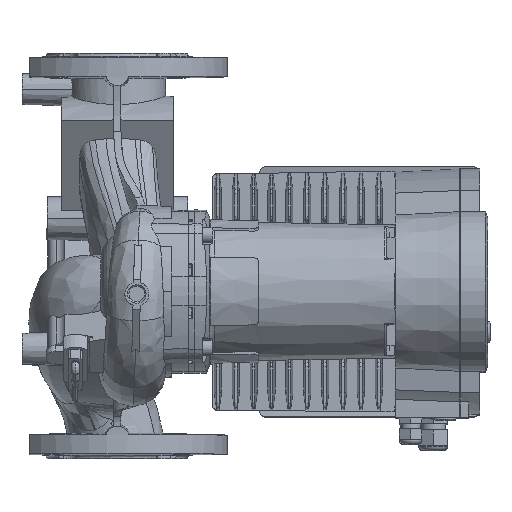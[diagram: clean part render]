
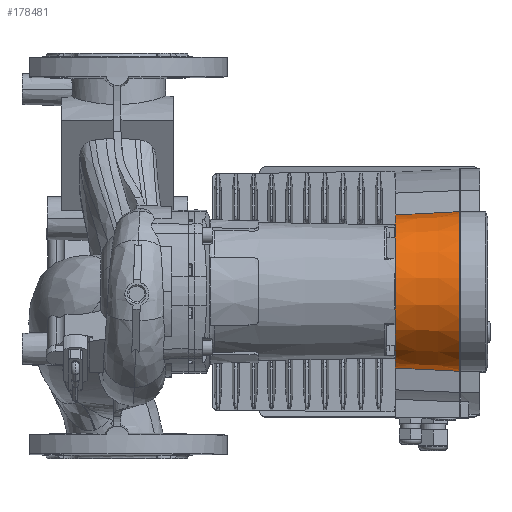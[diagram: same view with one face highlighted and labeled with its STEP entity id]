
A CAD part, top view. The second image highlights one B-rep face of the part: STEP entity #178481.
In plain terms, the highlighted conical face has half-angle 3 degrees and reference radius 67 mm.
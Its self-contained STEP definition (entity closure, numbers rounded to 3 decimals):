
#14635 = CARTESIAN_POINT ( 'NONE',  ( 264.5, -66.966, 2.126 ) ) ;
#14637 = CARTESIAN_POINT ( 'NONE',  ( 216.298, -64.474, 0. ) ) ;
#14639 = CARTESIAN_POINT ( 'NONE',  ( 216.298, 64.474, 0. ) ) ;
#14643 = CARTESIAN_POINT ( 'NONE',  ( 264.5, 66.966, 2.126 ) ) ;
#14647 = CARTESIAN_POINT ( 'NONE',  ( 210.5, 64.17, 0. ) ) ;
#14667 = CARTESIAN_POINT ( 'NONE',  ( 210.5, -64.17, 0. ) ) ;
#19207 = CARTESIAN_POINT ( 'NONE',  ( 216.298, 64.474, 0. ) ) ;
#19208 = CARTESIAN_POINT ( 'NONE',  ( 232.365, 65.316, 0.707 ) ) ;
#19212 = CARTESIAN_POINT ( 'NONE',  ( 248.432, 66.146, 1.415 ) ) ;
#19213 = CARTESIAN_POINT ( 'NONE',  ( 264.5, 66.966, 2.126 ) ) ;
#19271 = CARTESIAN_POINT ( 'NONE',  ( 232.365, -65.316, 0.707 ) ) ;
#19273 = CARTESIAN_POINT ( 'NONE',  ( 248.432, -66.146, 1.415 ) ) ;
#19296 = CARTESIAN_POINT ( 'NONE',  ( 216.298, -64.474, 0. ) ) ;
#19297 = CARTESIAN_POINT ( 'NONE',  ( 264.5, -66.966, 2.126 ) ) ;
#21905 = AXIS2_PLACEMENT_3D ( 'NONE', #139051, #139053, #139077 ) ;
#21915 = CONICAL_SURFACE ( 'NONE', #21905, 67., 0.052 ) ;
#24190 = CARTESIAN_POINT ( 'NONE',  ( 264.5, -67., 0. ) ) ;
#24214 = LINE ( 'NONE', #24190, #120135 ) ;
#24237 = DIRECTION ( 'NONE',  ( 0.999, -0.052, 0. ) ) ;
#25196 = LINE ( 'NONE', #25232, #119620 ) ;
#25232 = CARTESIAN_POINT ( 'NONE',  ( 264.5, 67., 0. ) ) ;
#25239 = DIRECTION ( 'NONE',  ( 0.999, 0.052, 0. ) ) ;
#25891 = CARTESIAN_POINT ( 'NONE',  ( 210.5, 0., 0. ) ) ;
#25894 = DIRECTION ( 'NONE',  ( 1., 0., 0. ) ) ;
#25895 = DIRECTION ( 'NONE',  ( 0., -1., 0. ) ) ;
#25999 = CARTESIAN_POINT ( 'NONE',  ( 264.5, 0., 0. ) ) ;
#26002 = DIRECTION ( 'NONE',  ( 1., 0., 0. ) ) ;
#26004 = DIRECTION ( 'NONE',  ( 0., -1., 0. ) ) ;
#30173 = B_SPLINE_CURVE_WITH_KNOTS ( 'NONE', 3,
 ( #19207, #19208, #19212, #19213 ),
 .UNSPECIFIED., .F., .F.,
 ( 4, 4 ),
 ( 0.006, 0.054 ),
 .UNSPECIFIED. ) ;
#30182 = B_SPLINE_CURVE_WITH_KNOTS ( 'NONE', 3,
 ( #19296, #19271, #19273, #19297 ),
 .UNSPECIFIED., .F., .F.,
 ( 4, 4 ),
 ( 0.006, 0.054 ),
 .UNSPECIFIED. ) ;
#39540 = EDGE_CURVE ( 'NONE', #107847, #107828, #24214, .T. ) ;
#39738 = EDGE_CURVE ( 'NONE', #107835, #107830, #25196, .T. ) ;
#39859 = EDGE_CURVE ( 'NONE', #107835, #107847, #120272, .T. ) ;
#39912 = EDGE_CURVE ( 'NONE', #107832, #107827, #119677, .T. ) ;
#39957 = EDGE_CURVE ( 'NONE', #107830, #107832, #30173, .T. ) ;
#40036 = EDGE_CURVE ( 'NONE', #107828, #107827, #30182, .T. ) ;
#42318 = EDGE_LOOP ( 'NONE', ( #153291, #153288, #153284, #153281, #153279, #153275 ) ) ;
#107827 = VERTEX_POINT ( 'NONE', #14635 ) ;
#107828 = VERTEX_POINT ( 'NONE', #14637 ) ;
#107830 = VERTEX_POINT ( 'NONE', #14639 ) ;
#107832 = VERTEX_POINT ( 'NONE', #14643 ) ;
#107835 = VERTEX_POINT ( 'NONE', #14647 ) ;
#107847 = VERTEX_POINT ( 'NONE', #14667 ) ;
#119517 = AXIS2_PLACEMENT_3D ( 'NONE', #25999, #26002, #26004 ) ;
#119620 = VECTOR ( 'NONE', #25239, 1000. ) ;
#119677 = CIRCLE ( 'NONE', #119517, 67. ) ;
#119847 = AXIS2_PLACEMENT_3D ( 'NONE', #25891, #25894, #25895 ) ;
#120135 = VECTOR ( 'NONE', #24237, 1000. ) ;
#120272 = CIRCLE ( 'NONE', #119847, 64.17 ) ;
#139049 = FACE_OUTER_BOUND ( 'NONE', #42318, .T. ) ;
#139051 = CARTESIAN_POINT ( 'NONE',  ( 264.5, 0., 0. ) ) ;
#139053 = DIRECTION ( 'NONE',  ( 1., 0., 0. ) ) ;
#139077 = DIRECTION ( 'NONE',  ( 0., -1., 0. ) ) ;
#153275 = ORIENTED_EDGE ( 'NONE', *, *, #39957, .F. ) ;
#153279 = ORIENTED_EDGE ( 'NONE', *, *, #39912, .F. ) ;
#153281 = ORIENTED_EDGE ( 'NONE', *, *, #40036, .T. ) ;
#153284 = ORIENTED_EDGE ( 'NONE', *, *, #39540, .T. ) ;
#153288 = ORIENTED_EDGE ( 'NONE', *, *, #39859, .T. ) ;
#153291 = ORIENTED_EDGE ( 'NONE', *, *, #39738, .F. ) ;
#178481 = ADVANCED_FACE ( 'NONE', ( #139049 ), #21915, .T. ) ;
